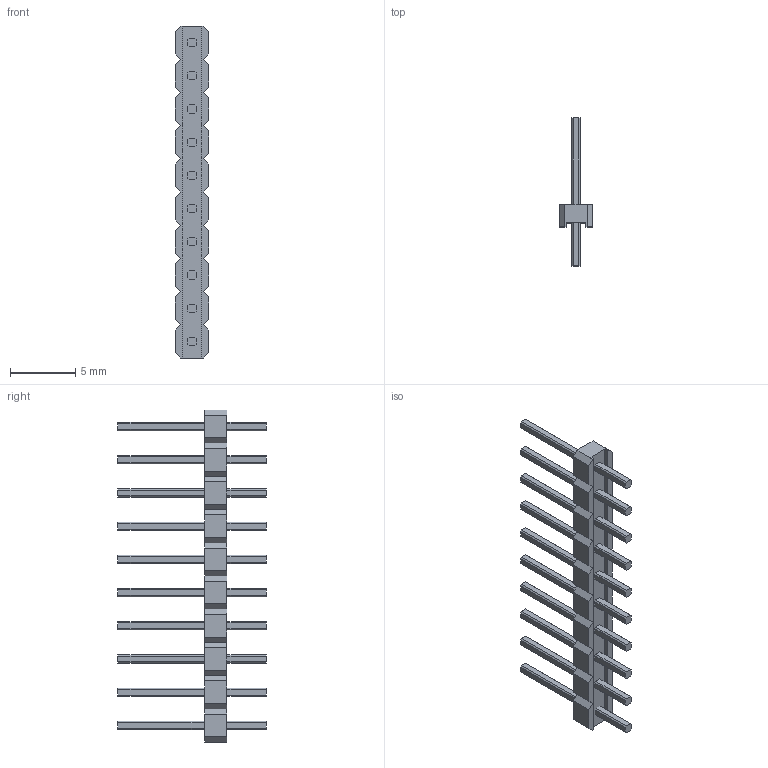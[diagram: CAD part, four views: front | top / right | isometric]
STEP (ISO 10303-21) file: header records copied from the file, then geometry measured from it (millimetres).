
FILE_DESCRIPTION (( 'STEP AP214' ), '1' );
FILE_NAME ('1x10.STEP', '2019-03-31T21:19:51', ( '' ), ( '' ), 'SwSTEP 2.0', 'SolidWorks 2014', '' );
FILE_SCHEMA (( 'AUTOMOTIVE_DESIGN' ));
Length unit declared in the file: millimetre
Products named in the file (1): 1x10
Bounding box: 2.54 x 11.34 x 25.4 mm (x, y, z)
Volume: 132.1 mm3; surface area: 475.7 mm2
Topology: 2 solids, 2 shells, 240 faces, 654 edges, 436 vertices
Faces by surface type: plane 240
Entity records: 10057 total; most frequent: CARTESIAN_POINT 1331, ORIENTED_EDGE 1308, DIRECTION 1136, EDGE_CURVE 654, VECTOR 654, LINE 654, VERTEX_POINT 436, EDGE_LOOP 258
